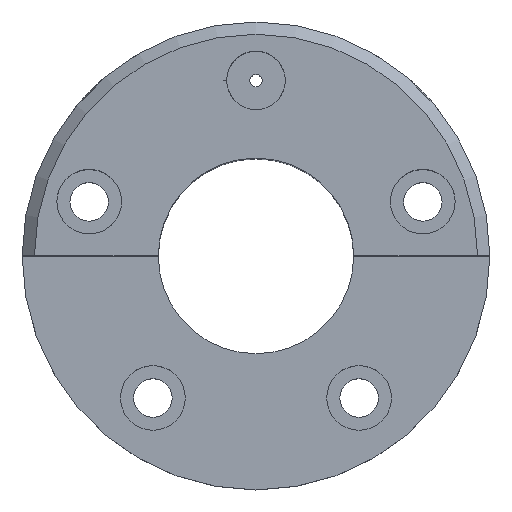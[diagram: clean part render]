
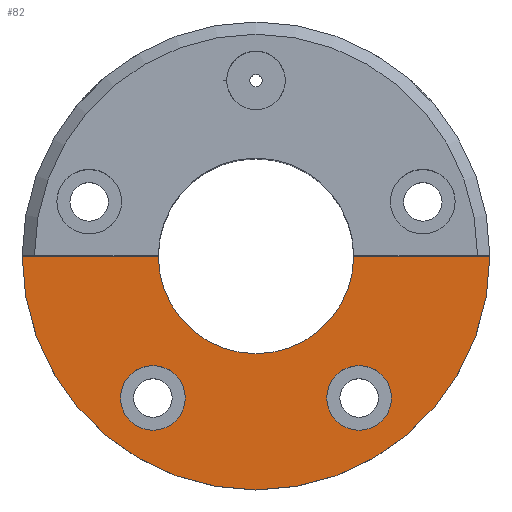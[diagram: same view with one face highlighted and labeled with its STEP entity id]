
A CAD part, top view. The second image highlights one B-rep face of the part: STEP entity #82.
In plain terms, the highlighted planar face has unit normal (0, 0, 1).
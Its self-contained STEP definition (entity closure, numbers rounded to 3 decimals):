
#23 = AXIS2_PLACEMENT_3D ( 'NONE', #7593, #6911, #421 ) ;
#63 = DIRECTION ( 'NONE',  ( 0., 0., -1. ) ) ;
#82 = ADVANCED_FACE ( 'NONE', ( #2912, #1075, #6032 ), #3767, .F. ) ;
#91 = DIRECTION ( 'NONE',  ( 0., 0., -1. ) ) ;
#116 = ORIENTED_EDGE ( 'NONE', *, *, #1867, .T. ) ;
#155 = AXIS2_PLACEMENT_3D ( 'NONE', #5852, #1289, #659 ) ;
#194 = EDGE_CURVE ( 'NONE', #6839, #7905, #6228, .T. ) ;
#421 = DIRECTION ( 'NONE',  ( -1., 0., 0. ) ) ;
#578 = CARTESIAN_POINT ( 'NONE',  ( 38., 0., 57.85 ) ) ;
#659 = DIRECTION ( 'NONE',  ( -1., 0., 0. ) ) ;
#762 = LINE ( 'NONE', #7096, #7757 ) ;
#861 = CARTESIAN_POINT ( 'NONE',  ( 22.002, -23.057, 57.85 ) ) ;
#912 = CIRCLE ( 'NONE', #5172, 5.25 ) ;
#1075 = FACE_BOUND ( 'NONE', #7675, .T. ) ;
#1213 = EDGE_LOOP ( 'NONE', ( #7045, #116, #4031, #1458 ) ) ;
#1289 = DIRECTION ( 'NONE',  ( 0., 0., -1. ) ) ;
#1439 = VERTEX_POINT ( 'NONE', #578 ) ;
#1445 = CARTESIAN_POINT ( 'NONE',  ( -16.752, -23.057, 57.85 ) ) ;
#1458 = ORIENTED_EDGE ( 'NONE', *, *, #4500, .T. ) ;
#1472 = DIRECTION ( 'NONE',  ( -1., 0., 0. ) ) ;
#1765 = CARTESIAN_POINT ( 'NONE',  ( 16.752, -23.057, 57.85 ) ) ;
#1827 = CARTESIAN_POINT ( 'NONE',  ( 11.502, -23.057, 57.85 ) ) ;
#1867 = EDGE_CURVE ( 'NONE', #2673, #5665, #762, .T. ) ;
#1919 = EDGE_CURVE ( 'NONE', #7905, #6839, #6920, .T. ) ;
#2030 = DIRECTION ( 'NONE',  ( 0., 0., -1. ) ) ;
#2112 = ORIENTED_EDGE ( 'NONE', *, *, #2678, .T. ) ;
#2235 = VERTEX_POINT ( 'NONE', #2521 ) ;
#2271 = AXIS2_PLACEMENT_3D ( 'NONE', #1765, #7533, #6232 ) ;
#2521 = CARTESIAN_POINT ( 'NONE',  ( -11.502, -23.057, 57.85 ) ) ;
#2673 = VERTEX_POINT ( 'NONE', #4906 ) ;
#2678 = EDGE_CURVE ( 'NONE', #2235, #5768, #912, .T. ) ;
#2783 = DIRECTION ( 'NONE',  ( -1., 0., 0. ) ) ;
#2887 = VECTOR ( 'NONE', #5292, 1000. ) ;
#2912 = FACE_BOUND ( 'NONE', #6576, .T. ) ;
#3179 = CARTESIAN_POINT ( 'NONE',  ( 16.752, -23.057, 57.85 ) ) ;
#3409 = CARTESIAN_POINT ( 'NONE',  ( -38., 0., 57.85 ) ) ;
#3688 = CARTESIAN_POINT ( 'NONE',  ( -22.002, -23.057, 57.85 ) ) ;
#3767 = PLANE ( 'NONE',  #7475 ) ;
#4031 = ORIENTED_EDGE ( 'NONE', *, *, #5979, .F. ) ;
#4462 = CIRCLE ( 'NONE', #155, 15.875 ) ;
#4500 = EDGE_CURVE ( 'NONE', #1439, #5244, #4591, .T. ) ;
#4527 = ORIENTED_EDGE ( 'NONE', *, *, #7843, .T. ) ;
#4591 = LINE ( 'NONE', #3409, #2887 ) ;
#4906 = CARTESIAN_POINT ( 'NONE',  ( -15.875, 0., 57.85 ) ) ;
#5172 = AXIS2_PLACEMENT_3D ( 'NONE', #1445, #91, #1472 ) ;
#5244 = VERTEX_POINT ( 'NONE', #8272 ) ;
#5292 = DIRECTION ( 'NONE',  ( -1., 0., 0. ) ) ;
#5525 = CARTESIAN_POINT ( 'NONE',  ( -38., 0., 57.85 ) ) ;
#5665 = VERTEX_POINT ( 'NONE', #5525 ) ;
#5768 = VERTEX_POINT ( 'NONE', #3688 ) ;
#5852 = CARTESIAN_POINT ( 'NONE',  ( 0., 0., 57.85 ) ) ;
#5979 = EDGE_CURVE ( 'NONE', #1439, #5665, #6898, .T. ) ;
#6032 = FACE_OUTER_BOUND ( 'NONE', #1213, .T. ) ;
#6228 = CIRCLE ( 'NONE', #2271, 5.25 ) ;
#6232 = DIRECTION ( 'NONE',  ( -1., 0., 0. ) ) ;
#6252 = AXIS2_PLACEMENT_3D ( 'NONE', #3179, #63, #7689 ) ;
#6405 = DIRECTION ( 'NONE',  ( -1., 0., 0. ) ) ;
#6576 = EDGE_LOOP ( 'NONE', ( #7815, #6681 ) ) ;
#6586 = CARTESIAN_POINT ( 'NONE',  ( 0., 0., 57.85 ) ) ;
#6589 = EDGE_CURVE ( 'NONE', #5244, #2673, #4462, .T. ) ;
#6681 = ORIENTED_EDGE ( 'NONE', *, *, #1919, .T. ) ;
#6698 = CIRCLE ( 'NONE', #23, 5.25 ) ;
#6839 = VERTEX_POINT ( 'NONE', #861 ) ;
#6898 = CIRCLE ( 'NONE', #8102, 38. ) ;
#6911 = DIRECTION ( 'NONE',  ( 0., 0., -1. ) ) ;
#6920 = CIRCLE ( 'NONE', #6252, 5.25 ) ;
#6955 = CARTESIAN_POINT ( 'NONE',  ( -38., -47.85, 57.85 ) ) ;
#6987 = DIRECTION ( 'NONE',  ( 0., 0., -1. ) ) ;
#7045 = ORIENTED_EDGE ( 'NONE', *, *, #6589, .T. ) ;
#7096 = CARTESIAN_POINT ( 'NONE',  ( -38., 0., 57.85 ) ) ;
#7475 = AXIS2_PLACEMENT_3D ( 'NONE', #6955, #6987, #6405 ) ;
#7533 = DIRECTION ( 'NONE',  ( 0., 0., -1. ) ) ;
#7593 = CARTESIAN_POINT ( 'NONE',  ( -16.752, -23.057, 57.85 ) ) ;
#7675 = EDGE_LOOP ( 'NONE', ( #2112, #4527 ) ) ;
#7689 = DIRECTION ( 'NONE',  ( -1., 0., 0. ) ) ;
#7754 = DIRECTION ( 'NONE',  ( -1., 0., 0. ) ) ;
#7757 = VECTOR ( 'NONE', #7754, 1000. ) ;
#7815 = ORIENTED_EDGE ( 'NONE', *, *, #194, .T. ) ;
#7843 = EDGE_CURVE ( 'NONE', #5768, #2235, #6698, .T. ) ;
#7905 = VERTEX_POINT ( 'NONE', #1827 ) ;
#8102 = AXIS2_PLACEMENT_3D ( 'NONE', #6586, #2030, #2783 ) ;
#8272 = CARTESIAN_POINT ( 'NONE',  ( 15.875, 0., 57.85 ) ) ;
